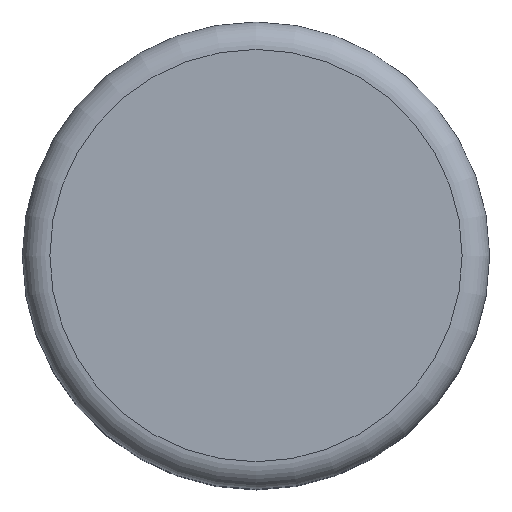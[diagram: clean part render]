
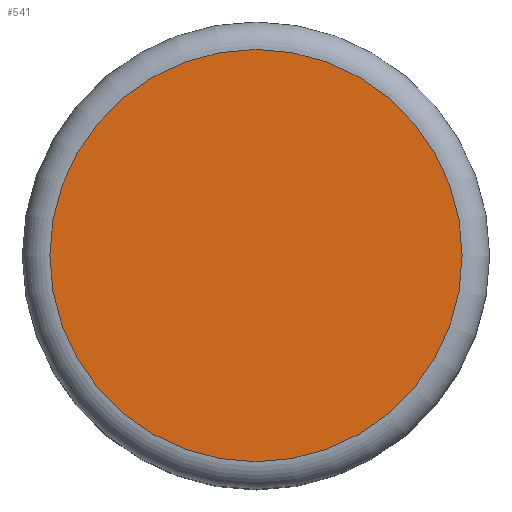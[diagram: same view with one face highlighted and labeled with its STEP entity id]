
A CAD part, top view. The second image highlights one B-rep face of the part: STEP entity #541.
In plain terms, the highlighted planar face has unit normal (0, 0, 1).
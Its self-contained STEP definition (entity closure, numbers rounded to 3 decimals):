
#73=PLANE('',#575);
#85=ORIENTED_EDGE('',*,*,#175,.T.);
#175=EDGE_CURVE('',#220,#220,#249,.F.);
#220=VERTEX_POINT('',#746);
#249=CIRCLE('',#576,3.75);
#266=EDGE_LOOP('',(#85));
#302=FACE_BOUND('',#266,.T.);
#541=ADVANCED_FACE('',(#302),#73,.F.);
#575=AXIS2_PLACEMENT_3D('',#744,#628,#629);
#576=AXIS2_PLACEMENT_3D('',#745,#630,#631);
#628=DIRECTION('',(0.,0.,-1.));
#629=DIRECTION('',(-1.,0.,0.));
#630=DIRECTION('',(0.,0.,-1.));
#631=DIRECTION('',(-1.,0.,0.));
#744=CARTESIAN_POINT('',(0.,0.,8.));
#745=CARTESIAN_POINT('',(0.,0.,8.));
#746=CARTESIAN_POINT('',(-3.75,0.,8.));
